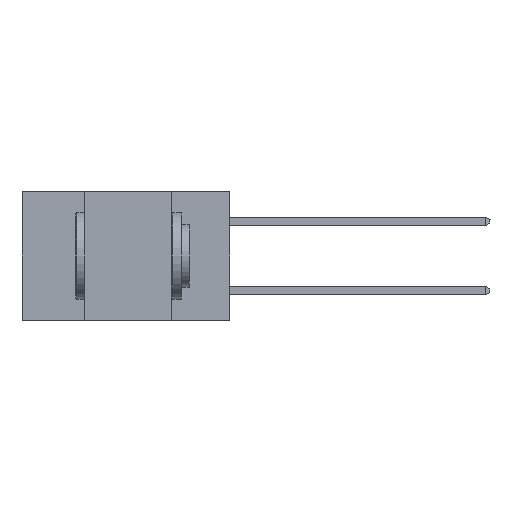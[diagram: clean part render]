
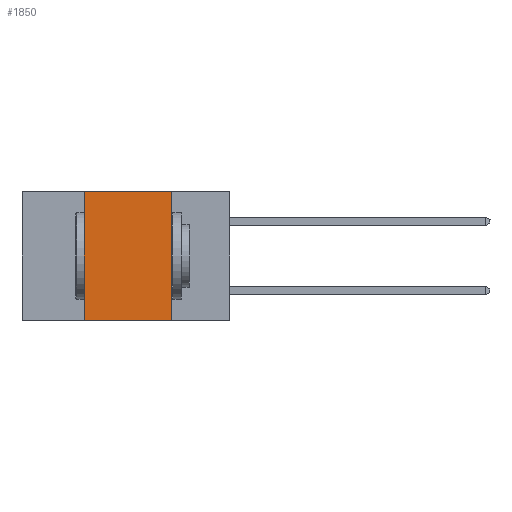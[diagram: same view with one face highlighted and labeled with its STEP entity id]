
A CAD part, left-side view. The second image highlights one B-rep face of the part: STEP entity #1850.
In plain terms, the highlighted planar face has unit normal (-1, 0, 0).
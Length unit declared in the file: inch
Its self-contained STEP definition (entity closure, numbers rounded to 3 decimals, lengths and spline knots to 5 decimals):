
#581 = CARTESIAN_POINT ( 'NONE',  ( 0., 0.17, -0.37 ) ) ;
#1166 = CARTESIAN_POINT ( 'NONE',  ( 0., 0.42, -0.37 ) ) ;
#1788 = CARTESIAN_POINT ( 'NONE',  ( 0., 0.17, 0. ) ) ;
#1850 = ADVANCED_FACE ( 'NONE', ( #3855 ), #27255, .F. ) ;
#1966 = VECTOR ( 'NONE', #2611, 39.37008 ) ;
#2611 = DIRECTION ( 'NONE',  ( 0., 0., -1. ) ) ;
#3414 = VERTEX_POINT ( 'NONE', #581 ) ;
#3855 = FACE_OUTER_BOUND ( 'NONE', #18821, .T. ) ;
#6106 = DIRECTION ( 'NONE',  ( 1., 0., 0. ) ) ;
#7311 = EDGE_CURVE ( 'NONE', #26215, #10815, #8621, .T. ) ;
#8342 = CARTESIAN_POINT ( 'NONE',  ( 0., 0.42, -0.37 ) ) ;
#8621 = LINE ( 'NONE', #17218, #21152 ) ;
#9906 = DIRECTION ( 'NONE',  ( 0., 0., -1. ) ) ;
#10146 = CARTESIAN_POINT ( 'NONE',  ( 0., 0.6, -0.37 ) ) ;
#10815 = VERTEX_POINT ( 'NONE', #1788 ) ;
#11007 = DIRECTION ( 'NONE',  ( 0., -1., 0. ) ) ;
#12181 = ORIENTED_EDGE ( 'NONE', *, *, #25454, .T. ) ;
#13572 = EDGE_CURVE ( 'NONE', #10815, #3414, #22186, .T. ) ;
#13745 = AXIS2_PLACEMENT_3D ( 'NONE', #25410, #6106, #9906 ) ;
#14827 = LINE ( 'NONE', #8342, #20771 ) ;
#14950 = ORIENTED_EDGE ( 'NONE', *, *, #23197, .F. ) ;
#15834 = CARTESIAN_POINT ( 'NONE',  ( 0., 0.17, -0.37 ) ) ;
#16946 = DIRECTION ( 'NONE',  ( 0., 0., 1. ) ) ;
#17148 = CARTESIAN_POINT ( 'NONE',  ( 0., 0.42, 0. ) ) ;
#17218 = CARTESIAN_POINT ( 'NONE',  ( 0., 0.6, 0. ) ) ;
#18821 = EDGE_LOOP ( 'NONE', ( #24589, #20184, #14950, #12181 ) ) ;
#18896 = DIRECTION ( 'NONE',  ( 0., -1., 0. ) ) ;
#20184 = ORIENTED_EDGE ( 'NONE', *, *, #7311, .F. ) ;
#20771 = VECTOR ( 'NONE', #16946, 39.37008 ) ;
#21152 = VECTOR ( 'NONE', #11007, 39.37008 ) ;
#21451 = VERTEX_POINT ( 'NONE', #1166 ) ;
#22186 = LINE ( 'NONE', #15834, #1966 ) ;
#22593 = VECTOR ( 'NONE', #18896, 39.37008 ) ;
#23197 = EDGE_CURVE ( 'NONE', #21451, #26215, #14827, .T. ) ;
#24589 = ORIENTED_EDGE ( 'NONE', *, *, #13572, .F. ) ;
#25232 = LINE ( 'NONE', #10146, #22593 ) ;
#25410 = CARTESIAN_POINT ( 'NONE',  ( 0., 0.6, 0. ) ) ;
#25454 = EDGE_CURVE ( 'NONE', #21451, #3414, #25232, .T. ) ;
#26215 = VERTEX_POINT ( 'NONE', #17148 ) ;
#27255 = PLANE ( 'NONE',  #13745 ) ;
